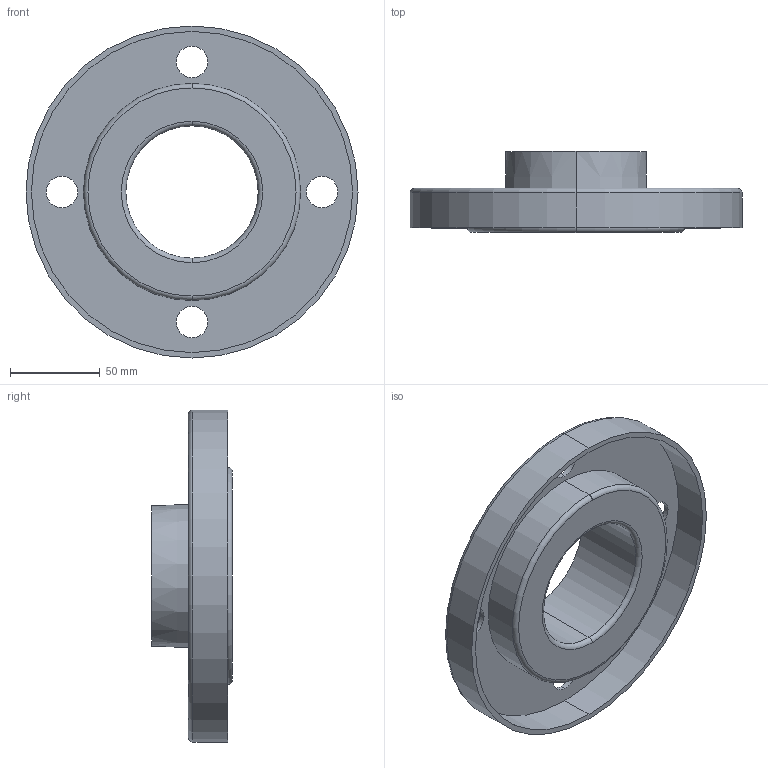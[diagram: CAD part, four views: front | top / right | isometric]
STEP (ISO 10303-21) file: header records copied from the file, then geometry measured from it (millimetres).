
FILE_DESCRIPTION (( 'STEP AP203' ), '1' );
FILE_NAME ('3D_R358_PN16_DN65_176761070.STEP', '2024-07-10T11:16:25', ( '' ), ( '' ), 'SwSTEP 2.0', 'SolidWorks 2024', '' );
FILE_SCHEMA (( 'CONFIG_CONTROL_DESIGN' ));
Length unit declared in the file: millimetre
Products named in the file (1): 3D_R358_PN16_DN65_176761070
Bounding box: 185 x 45 x 185 mm (x, y, z)
Volume: 181810.1 mm3; surface area: 117292.1 mm2
Topology: 1 solids, 2 shells, 44 faces, 96 edges, 60 vertices
Faces by surface type: cylinder 24, torus 10, plane 8, cone 2
Entity records: 1333 total; most frequent: DIRECTION 256, CARTESIAN_POINT 201, ORIENTED_EDGE 192, AXIS2_PLACEMENT_3D 115, EDGE_CURVE 96, CIRCLE 70, EDGE_LOOP 60, VERTEX_POINT 60
